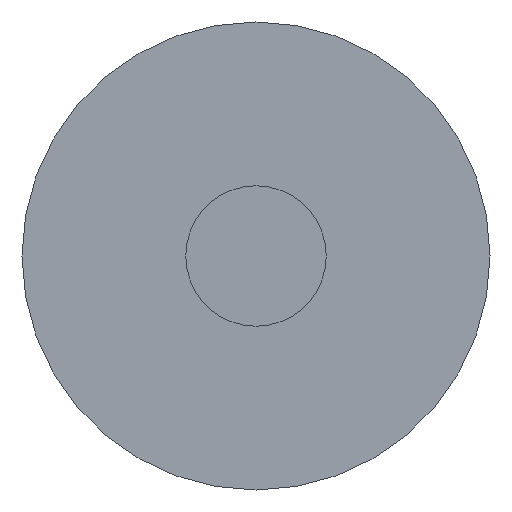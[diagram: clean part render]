
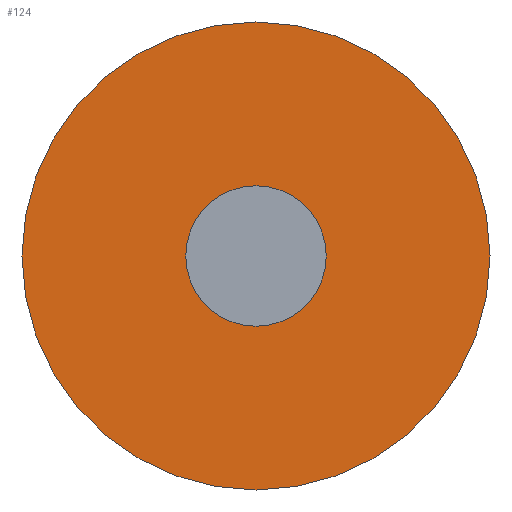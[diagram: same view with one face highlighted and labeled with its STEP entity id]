
A CAD part, left-side view. The second image highlights one B-rep face of the part: STEP entity #124.
In plain terms, the highlighted planar face has unit normal (-1, 0, 0).
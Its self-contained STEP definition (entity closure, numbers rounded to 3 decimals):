
#21=FACE_BOUND('',#55,.T.);
#37=FACE_OUTER_BOUND('',#54,.T.);
#54=EDGE_LOOP('',(#104));
#55=EDGE_LOOP('',(#105));
#67=CIRCLE('',#144,3.);
#68=CIRCLE('',#146,10.);
#77=VERTEX_POINT('',#217);
#78=VERTEX_POINT('',#220);
#87=EDGE_CURVE('',#77,#77,#67,.T.);
#88=EDGE_CURVE('',#78,#78,#68,.T.);
#104=ORIENTED_EDGE('',*,*,#88,.F.);
#105=ORIENTED_EDGE('',*,*,#87,.T.);
#114=PLANE('',#145);
#124=ADVANCED_FACE('',(#37,#21),#114,.T.);
#144=AXIS2_PLACEMENT_3D('',#218,#182,#183);
#145=AXIS2_PLACEMENT_3D('',#219,#184,#185);
#146=AXIS2_PLACEMENT_3D('',#221,#186,#187);
#182=DIRECTION('center_axis',(1.,0.,0.));
#183=DIRECTION('ref_axis',(0.,0.,-1.));
#184=DIRECTION('center_axis',(-1.,0.,0.));
#185=DIRECTION('ref_axis',(0.,0.,1.));
#186=DIRECTION('center_axis',(1.,0.,0.));
#187=DIRECTION('ref_axis',(0.,0.,-1.));
#217=CARTESIAN_POINT('',(-7.5,3.,0.));
#218=CARTESIAN_POINT('Origin',(-7.5,0.,0.));
#219=CARTESIAN_POINT('Origin',(-7.5,10.,0.));
#220=CARTESIAN_POINT('',(-7.5,10.,0.));
#221=CARTESIAN_POINT('Origin',(-7.5,0.,0.));
